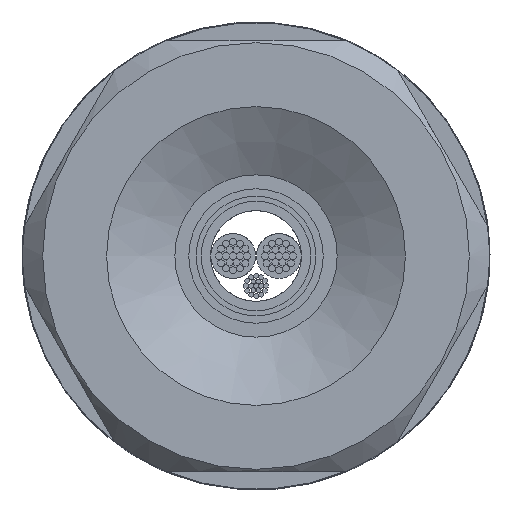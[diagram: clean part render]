
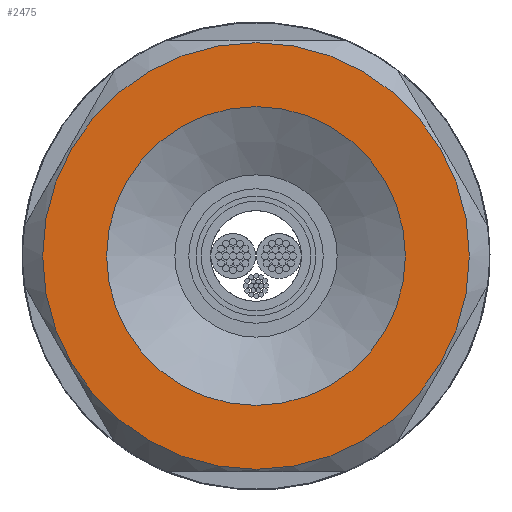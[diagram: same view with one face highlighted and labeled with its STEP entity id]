
A CAD part, front view. The second image highlights one B-rep face of the part: STEP entity #2475.
In plain terms, the highlighted planar face has unit normal (0, -1, 0).
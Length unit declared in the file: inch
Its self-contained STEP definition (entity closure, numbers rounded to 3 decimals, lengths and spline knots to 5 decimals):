
#16=FACE_BOUND('',#413,.T.);
#91=PLANE('',#2713);
#241=FACE_OUTER_BOUND('',#412,.T.);
#412=EDGE_LOOP('',(#1765,#1766));
#413=EDGE_LOOP('',(#1767,#1768));
#647=CIRCLE('',#2693,0.21425);
#648=CIRCLE('',#2694,0.21425);
#651=CIRCLE('',#2708,0.15);
#652=CIRCLE('',#2709,0.15);
#1079=VERTEX_POINT('',#4074);
#1080=VERTEX_POINT('',#4076);
#1084=VERTEX_POINT('',#4102);
#1085=VERTEX_POINT('',#4103);
#1326=EDGE_CURVE('',#1080,#1079,#647,.T.);
#1327=EDGE_CURVE('',#1079,#1080,#648,.T.);
#1335=EDGE_CURVE('',#1084,#1085,#651,.T.);
#1336=EDGE_CURVE('',#1085,#1084,#652,.T.);
#1765=ORIENTED_EDGE('',*,*,#1326,.T.);
#1766=ORIENTED_EDGE('',*,*,#1327,.T.);
#1767=ORIENTED_EDGE('',*,*,#1335,.T.);
#1768=ORIENTED_EDGE('',*,*,#1336,.T.);
#2475=ADVANCED_FACE('',(#241,#16),#91,.T.);
#2693=AXIS2_PLACEMENT_3D('',#4077,#3156,#3157);
#2694=AXIS2_PLACEMENT_3D('',#4078,#3158,#3159);
#2708=AXIS2_PLACEMENT_3D('',#4104,#3190,#3191);
#2709=AXIS2_PLACEMENT_3D('',#4105,#3192,#3193);
#2713=AXIS2_PLACEMENT_3D('',#4113,#3202,#3203);
#3156=DIRECTION('center_axis',(0.,-1.,0.));
#3157=DIRECTION('ref_axis',(-1.,0.,0.));
#3158=DIRECTION('center_axis',(0.,-1.,0.));
#3159=DIRECTION('ref_axis',(-1.,0.,0.));
#3190=DIRECTION('center_axis',(0.,1.,0.));
#3191=DIRECTION('ref_axis',(1.,0.,0.));
#3192=DIRECTION('center_axis',(0.,1.,0.));
#3193=DIRECTION('ref_axis',(1.,0.,0.));
#3202=DIRECTION('center_axis',(0.,-1.,0.));
#3203=DIRECTION('ref_axis',(0.,0.,
-1.));
#4074=CARTESIAN_POINT('',(0.21425,0.,0.));
#4076=CARTESIAN_POINT('',(-0.21425,0.,0.));
#4077=CARTESIAN_POINT('Origin',(0.,0.,
0.));
#4078=CARTESIAN_POINT('Origin',(0.,0.,
0.));
#4102=CARTESIAN_POINT('',(0.15,0.,0.));
#4103=CARTESIAN_POINT('',(-0.15,0.,0.));
#4104=CARTESIAN_POINT('Origin',(0.,0.,
0.));
#4105=CARTESIAN_POINT('Origin',(0.,0.,
0.));
#4113=CARTESIAN_POINT('Origin',(-0.23425,0.,
0.));
